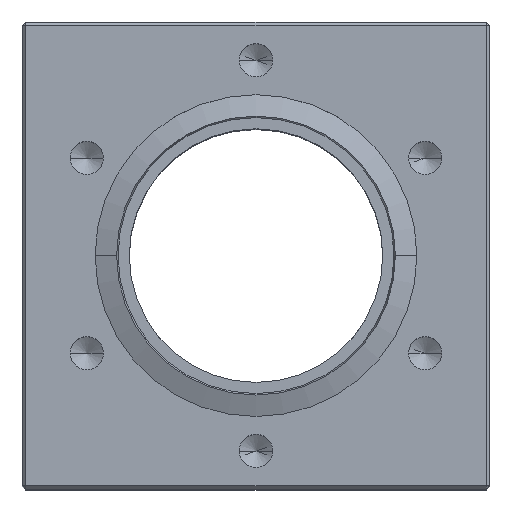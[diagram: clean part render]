
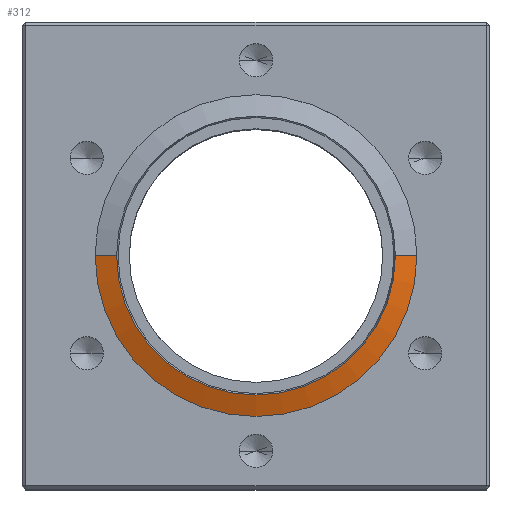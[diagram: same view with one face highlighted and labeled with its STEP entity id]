
A CAD part, top view. The second image highlights one B-rep face of the part: STEP entity #312.
In plain terms, the highlighted conical face has half-angle 70 degrees and reference radius 24.175 mm.
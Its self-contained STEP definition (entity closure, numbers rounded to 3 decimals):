
#263 = VERTEX_POINT ( 'NONE', #1771 ) ;
#265 = EDGE_CURVE ( 'NONE', #270, #263, #1826, .T. ) ;
#267 = ORIENTED_EDGE ( 'NONE', *, *, #311, .T. ) ;
#270 = VERTEX_POINT ( 'NONE', #1767 ) ;
#271 = VERTEX_POINT ( 'NONE', #1770 ) ;
#272 = ORIENTED_EDGE ( 'NONE', *, *, #320, .F. ) ;
#273 = ORIENTED_EDGE ( 'NONE', *, *, #265, .T. ) ;
#275 = EDGE_LOOP ( 'NONE', ( #272, #273, #267, #295 ) ) ;
#290 = EDGE_CURVE ( 'NONE', #271, #322, #1807, .T. ) ;
#295 = ORIENTED_EDGE ( 'NONE', *, *, #290, .F. ) ;
#311 = EDGE_CURVE ( 'NONE', #263, #322, #1829, .T. ) ;
#312 = ADVANCED_FACE ( 'NONE', ( #1899 ), #1912, .T. ) ;
#320 = EDGE_CURVE ( 'NONE', #270, #271, #1890, .T. ) ;
#322 = VERTEX_POINT ( 'NONE', #1933 ) ;
#1767 = CARTESIAN_POINT ( 'NONE',  ( -20.95, 0., 34.5 ) ) ;
#1770 = CARTESIAN_POINT ( 'NONE',  ( 20.95, 0., 34.5 ) ) ;
#1771 = CARTESIAN_POINT ( 'NONE',  ( -24.175, 0., 33.326 ) ) ;
#1807 = LINE ( 'NONE', #1853, #1852 ) ;
#1821 = DIRECTION ( 'NONE',  ( -0.94, 0., -0.342 ) ) ;
#1822 = VECTOR ( 'NONE', #1821, 1000. ) ;
#1825 = CARTESIAN_POINT ( 'NONE',  ( -24.175, 0., 33.326 ) ) ;
#1826 = LINE ( 'NONE', #1825, #1822 ) ;
#1829 = CIRCLE ( 'NONE', #1908, 24.175 ) ;
#1851 = DIRECTION ( 'NONE',  ( 0.94, 0., -0.342 ) ) ;
#1852 = VECTOR ( 'NONE', #1851, 1000. ) ;
#1853 = CARTESIAN_POINT ( 'NONE',  ( 24.175, 0., 33.326 ) ) ;
#1872 = AXIS2_PLACEMENT_3D ( 'NONE', #1905, #1892, #1891 ) ;
#1890 = CIRCLE ( 'NONE', #1894, 20.95 ) ;
#1891 = DIRECTION ( 'NONE',  ( 1., 0., 0. ) ) ;
#1892 = DIRECTION ( 'NONE',  ( 0., 0., -1. ) ) ;
#1893 = CARTESIAN_POINT ( 'NONE',  ( 0., 0., 34.5 ) ) ;
#1894 = AXIS2_PLACEMENT_3D ( 'NONE', #1893, #1898, #1897 ) ;
#1897 = DIRECTION ( 'NONE',  ( 1., 0., 0. ) ) ;
#1898 = DIRECTION ( 'NONE',  ( 0., 0., 1. ) ) ;
#1899 = FACE_OUTER_BOUND ( 'NONE', #275, .T. ) ;
#1900 = DIRECTION ( 'NONE',  ( 1., 0., 0. ) ) ;
#1904 = CARTESIAN_POINT ( 'NONE',  ( 0., 0., 33.326 ) ) ;
#1905 = CARTESIAN_POINT ( 'NONE',  ( 0., 0., 33.326 ) ) ;
#1906 = DIRECTION ( 'NONE',  ( 0., 0., 1. ) ) ;
#1908 = AXIS2_PLACEMENT_3D ( 'NONE', #1904, #1906, #1900 ) ;
#1912 = CONICAL_SURFACE ( 'NONE', #1872, 24.175, 1.222 ) ;
#1933 = CARTESIAN_POINT ( 'NONE',  ( 24.175, 0., 33.326 ) ) ;
